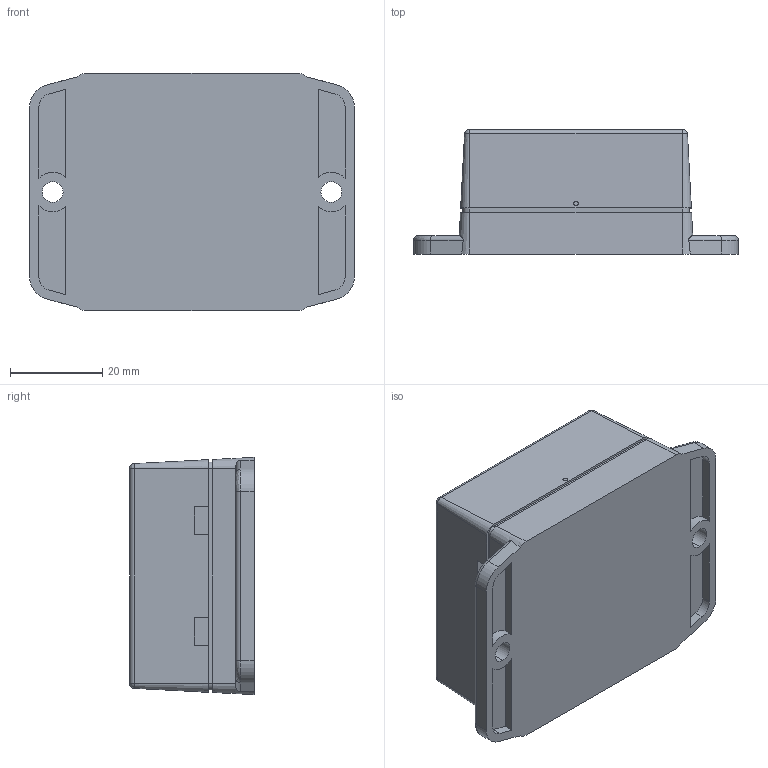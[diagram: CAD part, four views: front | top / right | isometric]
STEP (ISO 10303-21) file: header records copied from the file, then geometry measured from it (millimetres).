
FILE_DESCRIPTION (( 'STEP AP203' ), '1' );
FILE_NAME ('hbcu18422.step', '2014-11-04T20:13:29', ( 'ENG1' ), ( '' ), 'SwSTEP 2.0', 'SolidWorks 2011', '' );
FILE_SCHEMA (( 'CONFIG_CONTROL_DESIGN' ));
Length unit declared in the file: inch
Products named in the file (3): hbcu18422; 18422-C; 18422-B
Assembly tree (2 placements, depth 2):
  hbcu18422
    18422-C
    18422-B
Bounding box: 70.4 x 27 x 51.45 mm (x, y, z)
Volume: 22821.7 mm3; surface area: 22792 mm2
Topology: 2 solids, 2 shells, 204 faces, 528 edges, 344 vertices
Faces by surface type: plane 124, cylinder 48, cone 24, bspline 8
Entity records: 6715 total; most frequent: CARTESIAN_POINT 1357, ORIENTED_EDGE 1056, DIRECTION 1046, EDGE_CURVE 528, VECTOR 372, LINE 372, VERTEX_POINT 344, AXIS2_PLACEMENT_3D 337
